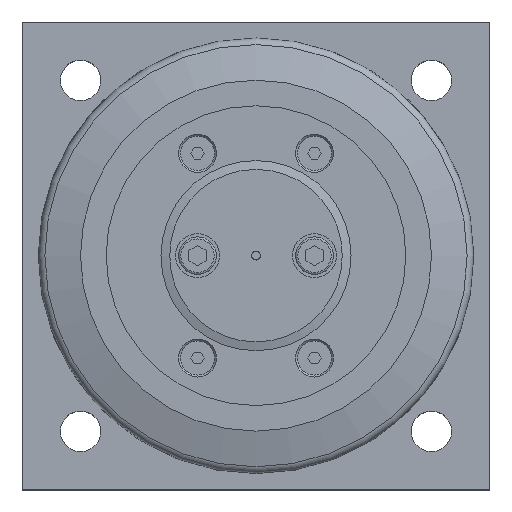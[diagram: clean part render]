
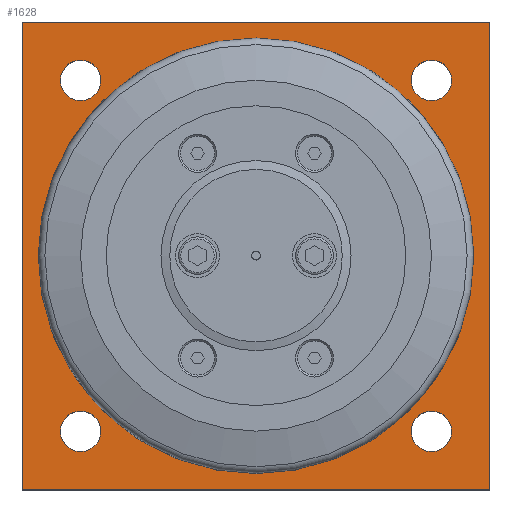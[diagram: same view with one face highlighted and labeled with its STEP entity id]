
A CAD part, top view. The second image highlights one B-rep face of the part: STEP entity #1628.
In plain terms, the highlighted planar face has unit normal (0, 0, 1).
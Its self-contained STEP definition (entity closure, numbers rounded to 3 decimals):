
#56=FACE_BOUND('',#342,.T.);
#57=FACE_BOUND('',#343,.T.);
#58=FACE_BOUND('',#344,.T.);
#59=FACE_BOUND('',#345,.T.);
#60=FACE_BOUND('',#346,.T.);
#138=CIRCLE('',#1807,51.5);
#139=CIRCLE('',#1808,51.5);
#140=CIRCLE('',#1811,6.918);
#141=CIRCLE('',#1812,6.918);
#142=CIRCLE('',#1813,6.918);
#143=CIRCLE('',#1814,6.918);
#144=CIRCLE('',#1815,6.918);
#145=CIRCLE('',#1816,6.918);
#146=CIRCLE('',#1817,6.918);
#147=CIRCLE('',#1818,6.918);
#234=FACE_OUTER_BOUND('',#341,.T.);
#341=EDGE_LOOP('',(#1430,#1431,#1432,#1433));
#342=EDGE_LOOP('',(#1434,#1435));
#343=EDGE_LOOP('',(#1436,#1437));
#344=EDGE_LOOP('',(#1438,#1439));
#345=EDGE_LOOP('',(#1440,#1441));
#346=EDGE_LOOP('',(#1442,#1443));
#485=LINE('',#2773,#626);
#486=LINE('',#2775,#627);
#487=LINE('',#2777,#628);
#488=LINE('',#2778,#629);
#626=VECTOR('',#2265,10.);
#627=VECTOR('',#2266,10.);
#628=VECTOR('',#2267,10.);
#629=VECTOR('',#2268,10.);
#782=VERTEX_POINT('',#2764);
#783=VERTEX_POINT('',#2766);
#784=VERTEX_POINT('',#2771);
#785=VERTEX_POINT('',#2772);
#786=VERTEX_POINT('',#2774);
#787=VERTEX_POINT('',#2776);
#788=VERTEX_POINT('',#2779);
#789=VERTEX_POINT('',#2780);
#790=VERTEX_POINT('',#2783);
#791=VERTEX_POINT('',#2784);
#792=VERTEX_POINT('',#2787);
#793=VERTEX_POINT('',#2788);
#794=VERTEX_POINT('',#2791);
#795=VERTEX_POINT('',#2792);
#1002=EDGE_CURVE('',#783,#782,#138,.T.);
#1003=EDGE_CURVE('',#782,#783,#139,.T.);
#1004=EDGE_CURVE('',#784,#785,#485,.T.);
#1005=EDGE_CURVE('',#786,#784,#486,.T.);
#1006=EDGE_CURVE('',#787,#786,#487,.T.);
#1007=EDGE_CURVE('',#785,#787,#488,.T.);
#1008=EDGE_CURVE('',#788,#789,#140,.T.);
#1009=EDGE_CURVE('',#789,#788,#141,.T.);
#1010=EDGE_CURVE('',#790,#791,#142,.T.);
#1011=EDGE_CURVE('',#791,#790,#143,.T.);
#1012=EDGE_CURVE('',#792,#793,#144,.T.);
#1013=EDGE_CURVE('',#793,#792,#145,.T.);
#1014=EDGE_CURVE('',#794,#795,#146,.T.);
#1015=EDGE_CURVE('',#795,#794,#147,.T.);
#1430=ORIENTED_EDGE('',*,*,#1004,.F.);
#1431=ORIENTED_EDGE('',*,*,#1005,.F.);
#1432=ORIENTED_EDGE('',*,*,#1006,.F.);
#1433=ORIENTED_EDGE('',*,*,#1007,.F.);
#1434=ORIENTED_EDGE('',*,*,#1002,.T.);
#1435=ORIENTED_EDGE('',*,*,#1003,.T.);
#1436=ORIENTED_EDGE('',*,*,#1008,.T.);
#1437=ORIENTED_EDGE('',*,*,#1009,.T.);
#1438=ORIENTED_EDGE('',*,*,#1010,.T.);
#1439=ORIENTED_EDGE('',*,*,#1011,.T.);
#1440=ORIENTED_EDGE('',*,*,#1012,.T.);
#1441=ORIENTED_EDGE('',*,*,#1013,.T.);
#1442=ORIENTED_EDGE('',*,*,#1014,.T.);
#1443=ORIENTED_EDGE('',*,*,#1015,.T.);
#1544=PLANE('',#1810);
#1628=ADVANCED_FACE('',(#234,#56,#57,#58,#59,#60),#1544,.T.);
#1807=AXIS2_PLACEMENT_3D('',#2767,#2257,#2258);
#1808=AXIS2_PLACEMENT_3D('',#2768,#2259,#2260);
#1810=AXIS2_PLACEMENT_3D('',#2770,#2263,#2264);
#1811=AXIS2_PLACEMENT_3D('',#2781,#2269,#2270);
#1812=AXIS2_PLACEMENT_3D('',#2782,#2271,#2272);
#1813=AXIS2_PLACEMENT_3D('',#2785,#2273,#2274);
#1814=AXIS2_PLACEMENT_3D('',#2786,#2275,#2276);
#1815=AXIS2_PLACEMENT_3D('',#2789,#2277,#2278);
#1816=AXIS2_PLACEMENT_3D('',#2790,#2279,#2280);
#1817=AXIS2_PLACEMENT_3D('',#2793,#2281,#2282);
#1818=AXIS2_PLACEMENT_3D('',#2794,#2283,#2284);
#2257=DIRECTION('center_axis',(0.,0.,-1.));
#2258=DIRECTION('ref_axis',(0.,-1.,0.));
#2259=DIRECTION('center_axis',(0.,0.,-1.));
#2260=DIRECTION('ref_axis',(0.,-1.,0.));
#2263=DIRECTION('center_axis',(0.,0.,1.));
#2264=DIRECTION('ref_axis',(1.,0.,0.));
#2265=DIRECTION('',(0.,1.,0.));
#2266=DIRECTION('',(-1.,0.,0.));
#2267=DIRECTION('',(0.,-1.,0.));
#2268=DIRECTION('',(1.,0.,0.));
#2269=DIRECTION('center_axis',(0.,0.,-1.));
#2270=DIRECTION('ref_axis',(1.,0.,0.));
#2271=DIRECTION('center_axis',(0.,0.,-1.));
#2272=DIRECTION('ref_axis',(1.,0.,0.));
#2273=DIRECTION('center_axis',(0.,0.,-1.));
#2274=DIRECTION('ref_axis',(1.,0.,0.));
#2275=DIRECTION('center_axis',(0.,0.,-1.));
#2276=DIRECTION('ref_axis',(1.,0.,0.));
#2277=DIRECTION('center_axis',(0.,0.,-1.));
#2278=DIRECTION('ref_axis',(1.,0.,0.));
#2279=DIRECTION('center_axis',(0.,0.,-1.));
#2280=DIRECTION('ref_axis',(1.,0.,0.));
#2281=DIRECTION('center_axis',(0.,0.,-1.));
#2282=DIRECTION('ref_axis',(1.,0.,0.));
#2283=DIRECTION('center_axis',(0.,0.,-1.));
#2284=DIRECTION('ref_axis',(1.,0.,0.));
#2764=CARTESIAN_POINT('',(80.,131.5,25.));
#2766=CARTESIAN_POINT('',(80.,28.5,25.));
#2767=CARTESIAN_POINT('Origin',(80.,80.,25.));
#2768=CARTESIAN_POINT('Origin',(80.,80.,25.));
#2770=CARTESIAN_POINT('Origin',(80.,80.,25.));
#2771=CARTESIAN_POINT('',(0.,0.,25.));
#2772=CARTESIAN_POINT('',(0.,160.,25.));
#2773=CARTESIAN_POINT('',(0.,160.,25.));
#2774=CARTESIAN_POINT('',(160.,0.,25.));
#2775=CARTESIAN_POINT('',(0.,0.,25.));
#2776=CARTESIAN_POINT('',(160.,160.,25.));
#2777=CARTESIAN_POINT('',(160.,0.,25.));
#2778=CARTESIAN_POINT('',(160.,160.,25.));
#2779=CARTESIAN_POINT('',(26.917,140.,25.));
#2780=CARTESIAN_POINT('',(13.082,140.,25.));
#2781=CARTESIAN_POINT('Origin',(20.,140.,25.));
#2782=CARTESIAN_POINT('Origin',(20.,140.,25.));
#2783=CARTESIAN_POINT('',(146.918,140.,25.));
#2784=CARTESIAN_POINT('',(133.083,140.,25.));
#2785=CARTESIAN_POINT('Origin',(140.,140.,25.));
#2786=CARTESIAN_POINT('Origin',(140.,140.,25.));
#2787=CARTESIAN_POINT('',(146.918,20.,25.));
#2788=CARTESIAN_POINT('',(133.083,20.,25.));
#2789=CARTESIAN_POINT('Origin',(140.,20.,25.));
#2790=CARTESIAN_POINT('Origin',(140.,20.,25.));
#2791=CARTESIAN_POINT('',(26.917,20.,25.));
#2792=CARTESIAN_POINT('',(13.082,20.,25.));
#2793=CARTESIAN_POINT('Origin',(20.,20.,25.));
#2794=CARTESIAN_POINT('Origin',(20.,20.,25.));
